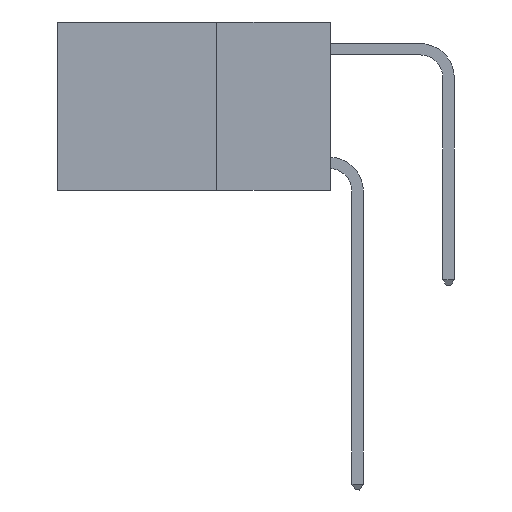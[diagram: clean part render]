
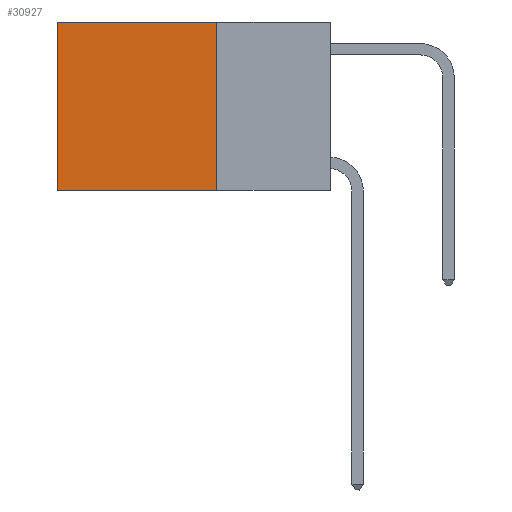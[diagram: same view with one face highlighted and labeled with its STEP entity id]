
A CAD part, left-side view. The second image highlights one B-rep face of the part: STEP entity #30927.
In plain terms, the highlighted planar face has unit normal (-1, 0, 0).
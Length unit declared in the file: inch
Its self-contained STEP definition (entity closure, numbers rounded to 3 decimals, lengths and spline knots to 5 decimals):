
#93 = EDGE_CURVE ( 'NONE', #6510, #7019, #7909, .T. ) ;
#611 = AXIS2_PLACEMENT_3D ( 'NONE', #4975, #9811, #24809 ) ;
#982 = DIRECTION ( 'NONE',  ( 0., 0., -1. ) ) ;
#1750 = ORIENTED_EDGE ( 'NONE', *, *, #93, .F. ) ;
#1976 = LINE ( 'NONE', #16885, #20124 ) ;
#4128 = ORIENTED_EDGE ( 'NONE', *, *, #4424, .T. ) ;
#4424 = EDGE_CURVE ( 'NONE', #9575, #30815, #28401, .T. ) ;
#4975 = CARTESIAN_POINT ( 'NONE',  ( 0.2625, 0.25, 0. ) ) ;
#6267 = ORIENTED_EDGE ( 'NONE', *, *, #28968, .T. ) ;
#6510 = VERTEX_POINT ( 'NONE', #16073 ) ;
#7019 = VERTEX_POINT ( 'NONE', #13026 ) ;
#7909 = LINE ( 'NONE', #14616, #23841 ) ;
#8034 = EDGE_LOOP ( 'NONE', ( #4128, #27321, #1750, #6267 ) ) ;
#9575 = VERTEX_POINT ( 'NONE', #11291 ) ;
#9811 = DIRECTION ( 'NONE',  ( 1., 0., 0. ) ) ;
#10282 = EDGE_CURVE ( 'NONE', #7019, #30815, #1976, .T. ) ;
#11291 = CARTESIAN_POINT ( 'NONE',  ( 0.2625, 0.6, 0. ) ) ;
#12229 = DIRECTION ( 'NONE',  ( 0., 1., 0. ) ) ;
#13026 = CARTESIAN_POINT ( 'NONE',  ( 0.2625, 0.25, -0.37 ) ) ;
#14616 = CARTESIAN_POINT ( 'NONE',  ( 0.2625, 0.25, 0. ) ) ;
#15485 = LINE ( 'NONE', #18227, #20838 ) ;
#16073 = CARTESIAN_POINT ( 'NONE',  ( 0.2625, 0.25, 0. ) ) ;
#16885 = CARTESIAN_POINT ( 'NONE',  ( 0.2625, 0.25, -0.37 ) ) ;
#17511 = CARTESIAN_POINT ( 'NONE',  ( 0.2625, 0.6, 0. ) ) ;
#18227 = CARTESIAN_POINT ( 'NONE',  ( 0.2625, 0.25, 0. ) ) ;
#18657 = DIRECTION ( 'NONE',  ( 0., 1., 0. ) ) ;
#19464 = PLANE ( 'NONE',  #611 ) ;
#19580 = FACE_OUTER_BOUND ( 'NONE', #8034, .T. ) ;
#19960 = CARTESIAN_POINT ( 'NONE',  ( 0.2625, 0.6, -0.37 ) ) ;
#20124 = VECTOR ( 'NONE', #12229, 39.37008 ) ;
#20838 = VECTOR ( 'NONE', #18657, 39.37008 ) ;
#21958 = VECTOR ( 'NONE', #982, 39.37008 ) ;
#23841 = VECTOR ( 'NONE', #26499, 39.37008 ) ;
#24809 = DIRECTION ( 'NONE',  ( 0., 0., -1. ) ) ;
#26499 = DIRECTION ( 'NONE',  ( 0., 0., -1. ) ) ;
#27321 = ORIENTED_EDGE ( 'NONE', *, *, #10282, .F. ) ;
#28401 = LINE ( 'NONE', #17511, #21958 ) ;
#28968 = EDGE_CURVE ( 'NONE', #6510, #9575, #15485, .T. ) ;
#30815 = VERTEX_POINT ( 'NONE', #19960 ) ;
#30927 = ADVANCED_FACE ( 'NONE', ( #19580 ), #19464, .F. ) ;
